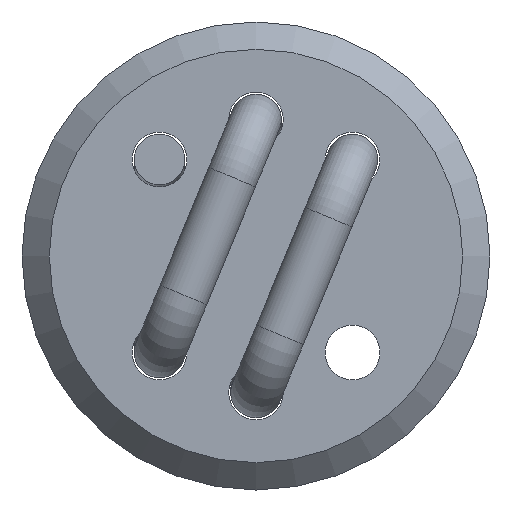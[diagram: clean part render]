
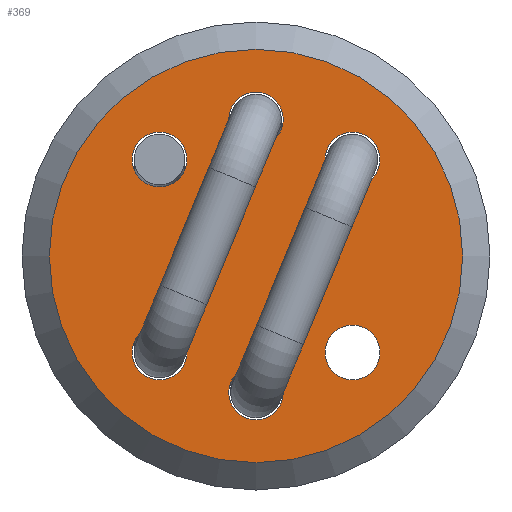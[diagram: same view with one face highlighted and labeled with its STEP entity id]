
A CAD part, left-side view. The second image highlights one B-rep face of the part: STEP entity #369.
In plain terms, the highlighted planar face has unit normal (-1, 0, 0).
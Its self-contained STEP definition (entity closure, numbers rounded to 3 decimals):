
#73=ORIENTED_EDGE('',*,*,#133,.F.);
#74=ORIENTED_EDGE('',*,*,#131,.F.);
#75=ORIENTED_EDGE('',*,*,#127,.F.);
#76=ORIENTED_EDGE('',*,*,#128,.F.);
#77=ORIENTED_EDGE('',*,*,#129,.F.);
#78=ORIENTED_EDGE('',*,*,#130,.F.);
#79=ORIENTED_EDGE('',*,*,#132,.T.);
#127=EDGE_CURVE('',#161,#161,#195,.T.);
#128=EDGE_CURVE('',#162,#162,#196,.T.);
#129=EDGE_CURVE('',#163,#163,#197,.T.);
#130=EDGE_CURVE('',#164,#164,#198,.T.);
#131=EDGE_CURVE('',#165,#165,#199,.T.);
#132=EDGE_CURVE('',#166,#166,#200,.T.);
#133=EDGE_CURVE('',#167,#167,#201,.T.);
#161=VERTEX_POINT('',#635);
#162=VERTEX_POINT('',#638);
#163=VERTEX_POINT('',#641);
#164=VERTEX_POINT('',#644);
#165=VERTEX_POINT('',#647);
#166=VERTEX_POINT('',#650);
#167=VERTEX_POINT('',#653);
#195=CIRCLE('',#427,0.35);
#196=CIRCLE('',#429,0.35);
#197=CIRCLE('',#431,0.35);
#198=CIRCLE('',#433,0.35);
#199=CIRCLE('',#435,0.35);
#200=CIRCLE('',#437,2.65);
#201=CIRCLE('',#439,0.35);
#243=EDGE_LOOP('',(#73));
#244=EDGE_LOOP('',(#74));
#245=EDGE_LOOP('',(#75));
#246=EDGE_LOOP('',(#76));
#247=EDGE_LOOP('',(#77));
#248=EDGE_LOOP('',(#78));
#249=EDGE_LOOP('',(#79));
#311=FACE_BOUND('',#243,.T.);
#312=FACE_BOUND('',#244,.T.);
#313=FACE_BOUND('',#245,.T.);
#314=FACE_BOUND('',#246,.T.);
#315=FACE_BOUND('',#247,.T.);
#316=FACE_BOUND('',#248,.T.);
#317=FACE_BOUND('',#249,.T.);
#357=PLANE('',#440);
#369=ADVANCED_FACE('',(#311,#312,#313,#314,#315,#316,#317),#357,.T.);
#427=AXIS2_PLACEMENT_3D('',#634,#506,#507);
#429=AXIS2_PLACEMENT_3D('',#637,#510,#511);
#431=AXIS2_PLACEMENT_3D('',#640,#514,#515);
#433=AXIS2_PLACEMENT_3D('',#643,#518,#519);
#435=AXIS2_PLACEMENT_3D('',#646,#522,#523);
#437=AXIS2_PLACEMENT_3D('',#649,#526,#527);
#439=AXIS2_PLACEMENT_3D('',#652,#530,#531);
#440=AXIS2_PLACEMENT_3D('',#654,#532,#533);
#506=DIRECTION('',(-1.,0.,0.));
#507=DIRECTION('',(0.,-1.,0.));
#510=DIRECTION('',(-1.,0.,0.));
#511=DIRECTION('',(0.,-1.,0.));
#514=DIRECTION('',(-1.,0.,0.));
#515=DIRECTION('',(0.,-1.,0.));
#518=DIRECTION('',(-1.,0.,0.));
#519=DIRECTION('',(0.,-1.,0.));
#522=DIRECTION('',(-1.,0.,0.));
#523=DIRECTION('',(0.,-1.,0.));
#526=DIRECTION('',(-1.,0.,0.));
#527=DIRECTION('',(0.,-1.,0.));
#530=DIRECTION('',(-1.,0.,0.));
#531=DIRECTION('',(0.,-1.,0.));
#532=DIRECTION('',(-1.,0.,0.));
#533=DIRECTION('',(0.,-1.,0.));
#634=CARTESIAN_POINT('',(-5.,0.,1.75));
#635=CARTESIAN_POINT('',(-5.,-0.35,1.75));
#637=CARTESIAN_POINT('',(-5.,0.,-1.75));
#638=CARTESIAN_POINT('',(-5.,-0.35,-1.75));
#640=CARTESIAN_POINT('',(-5.,1.237,1.237));
#641=CARTESIAN_POINT('',(-5.,0.887,1.237));
#643=CARTESIAN_POINT('',(-5.,1.237,-1.237));
#644=CARTESIAN_POINT('',(-5.,0.887,-1.237));
#646=CARTESIAN_POINT('',(-5.,-1.237,-1.237));
#647=CARTESIAN_POINT('',(-5.,-1.587,-1.237));
#649=CARTESIAN_POINT('',(-5.,0.,0.));
#650=CARTESIAN_POINT('',(-5.,-2.65,0.));
#652=CARTESIAN_POINT('',(-5.,-1.237,1.237));
#653=CARTESIAN_POINT('',(-5.,-1.587,1.237));
#654=CARTESIAN_POINT('',(-5.,0.,0.));
